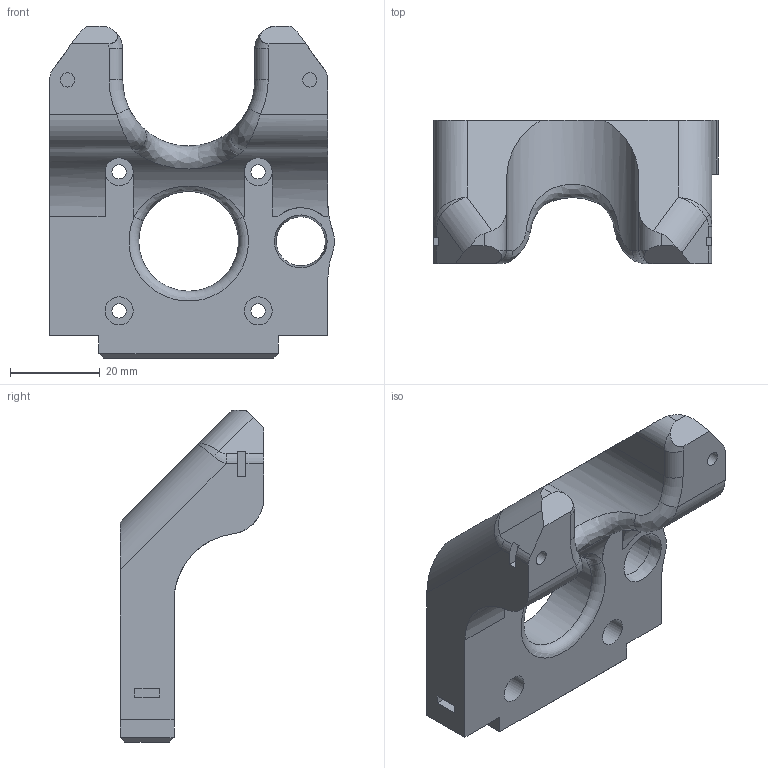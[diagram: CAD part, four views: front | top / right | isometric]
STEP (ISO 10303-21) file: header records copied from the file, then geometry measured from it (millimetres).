
FILE_DESCRIPTION(/* description */ (''),/* implementation_level */ '2;1');
FILE_NAME(/* name */ 'cradle_v118.step',/* time_stamp */ '2022-02-21T21:14:32-05:00',/* author */ (''),/* organization */ (''),/* preprocessor_version */ 'ST-DEVELOPER v18.1',/* originating_system */ 'Autodesk Translation Framework v10.13.0.1454',/* authorisation */ '');
FILE_SCHEMA (('AUTOMOTIVE_DESIGN { 1 0 10303 214 3 1 1 }'));
Length unit declared in the file: millimetre
Products named in the file (2): 60mL cradle assembly; 3d print
Assembly tree (1 placements, depth 2):
  60mL cradle assembly
    3d print
Bounding box: 63.5 x 32 x 74 mm (x, y, z)
Volume: 47480.4 mm3; surface area: 14200.2 mm2
Topology: 1 solids, 1 shells, 111 faces, 286 edges, 182 vertices
Faces by surface type: plane 58, cylinder 38, bspline 11, torus 3, cone 1
Full cylindrical faces by diameter (mm): 3.2 x12, 6.25 x4, 10.95 x1, 22.25 x1
Entity records: 3938 total; most frequent: CARTESIAN_POINT 1123, DIRECTION 576, ORIENTED_EDGE 568, EDGE_CURVE 284, AXIS2_PLACEMENT_3D 207, VERTEX_POINT 182, LINE 162, VECTOR 162
